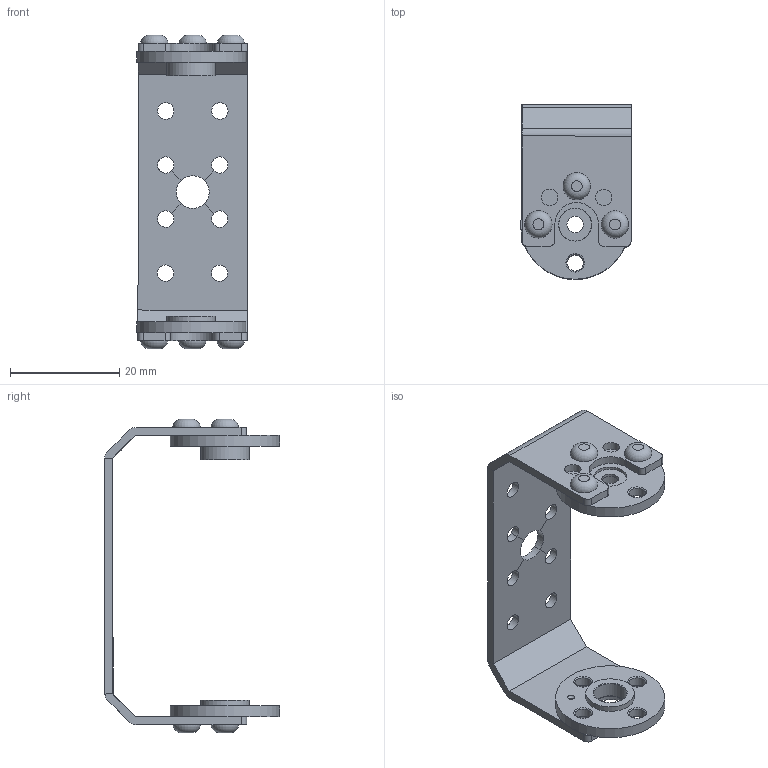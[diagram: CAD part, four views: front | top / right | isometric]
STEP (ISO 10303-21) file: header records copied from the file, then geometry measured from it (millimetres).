
FILE_DESCRIPTION(/* description */ (''),/* implementation_level */ '2;1');
FILE_NAME(/* name */ 'SR319-20x55-ASSEMBLY.stp',/* time_stamp */ '2018-06-17T15:58:40-07:00',/* author */ (''),/* organization */ (''),/* preprocessor_version */ 'ST-DEVELOPER v14.6',/* originating_system */ '',/* authorisation */ '');
FILE_SCHEMA (('AUTOMOTIVE_DESIGN { 1 2 10303 214 1 1 1 1 }'));
Length unit declared in the file: centimetre
Products named in the file (2): 1234-K789
Bounding box: 20.31 x 32.04 x 57.42 mm (x, y, z)
Volume: 2651.3 mm3; surface area: 6064.3 mm2
Topology: 5 solids, 6 shells, 135 faces, 302 edges, 182 vertices
Faces by surface type: plane 57, cylinder 52, torus 26
Full cylindrical faces by diameter (mm): 3 x27, 6 x1, 6.04 x2, 8.88 x2, 20 x2
Entity records: 3592 total; most frequent: DIRECTION 662, CARTESIAN_POINT 568, ORIENTED_EDGE 498, AXIS2_PLACEMENT_3D 275, EDGE_CURVE 249, EDGE_LOOP 246, VERTEX_POINT 181, CIRCLE 137
